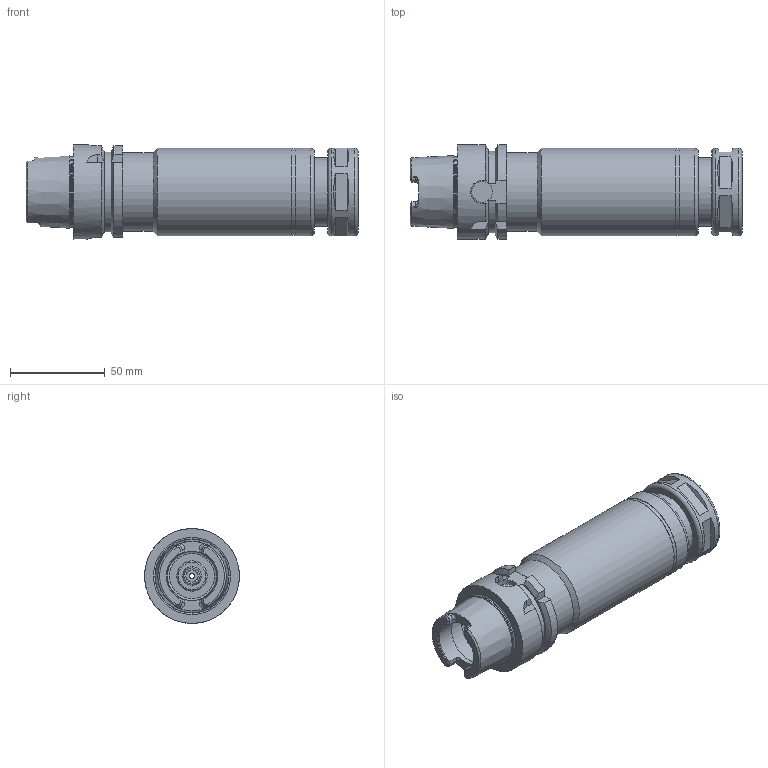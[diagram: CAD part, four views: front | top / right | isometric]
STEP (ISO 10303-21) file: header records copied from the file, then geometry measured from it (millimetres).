
FILE_DESCRIPTION((''),'2;1');
FILE_NAME('536014122150-3D.stp','2020-01-07T18:06:21',('nttooll'),(''),'Autodesk Inventor 2012','Autodesk Inventor 2012','');
FILE_SCHEMA(('AUTOMOTIVE_DESIGN { 1 0 10303 214 1 1 1 1 }'));
Length unit declared in the file: millimetre
Products named in the file (1): 536014122150-3D
Bounding box: 175 x 50 x 50 mm (x, y, z)
Volume: 191534.5 mm3; surface area: 46774 mm2
Topology: 1 solids, 1 shells, 185 faces, 414 edges, 260 vertices
Faces by surface type: plane 85, cylinder 53, cone 30, torus 17
Full cylindrical faces by diameter (mm): 2.5 x1, 6.4 x1, 6.5 x1, 8.5 x1, 9 x1, 9.5 x1, 10 x1, 11 x1, 16 x1, 17.5 x1, 18 x1, 21.8 x1, 21.9 x1, 22.3 x1, 23 x2, 24 x1, 26 x1, 26.6 x1, 28 x1, 30.4 x1, 32 x1, 32.5 x1, 36 x2, 37.9 x1, 41.5 x1, 45.6 x1, 46 x2, 46.3 x1, 50 x1
Entity records: 4984 total; most frequent: CARTESIAN_POINT 1046, DIRECTION 854, ORIENTED_EDGE 704, AXIS2_PLACEMENT_3D 360, EDGE_CURVE 352, EDGE_LOOP 272, VERTEX_POINT 254, FACE_OUTER_BOUND 185
